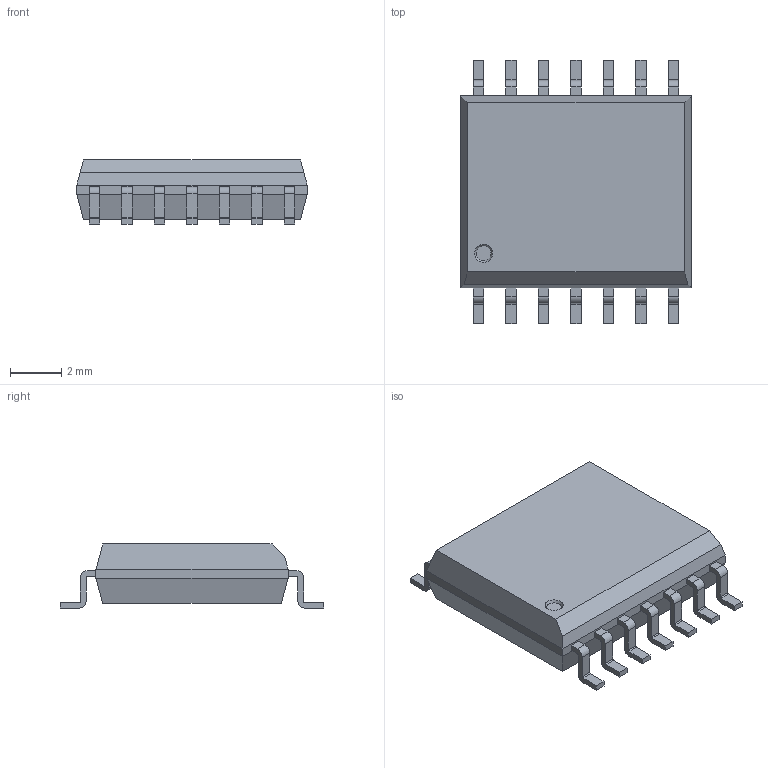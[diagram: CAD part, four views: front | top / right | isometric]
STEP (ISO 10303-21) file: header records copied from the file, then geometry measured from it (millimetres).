
FILE_DESCRIPTION(('STEP AP214'), '1');
FILE_NAME('SOIC_package', '2019-01-08T20:12:53', ('Che'), (''), 'ASCON STEP Converter 1.3', 'ASCON Math Kernel', '');
FILE_SCHEMA(('AUTOMOTIVE_DESIGN { 1 0 10303 214 3 1 1}'));
Length unit declared in the file: millimetre
Bounding box: 9 x 10.3 x 2.5 mm (x, y, z)
Volume: 150.7 mm3; surface area: 238.2 mm2
Topology: 1 solids, 1 shells, 199 faces, 538 edges, 356 vertices
Faces by surface type: plane 142, cylinder 56, cone 1
Entity records: 7853 total; most frequent: CARTESIAN_POINT 1093, ORIENTED_EDGE 1074, DIRECTION 1051, EDGE_CURVE 537, LINE 423, VECTOR 423, VERTEX_POINT 356, AXIS2_PLACEMENT_3D 314
